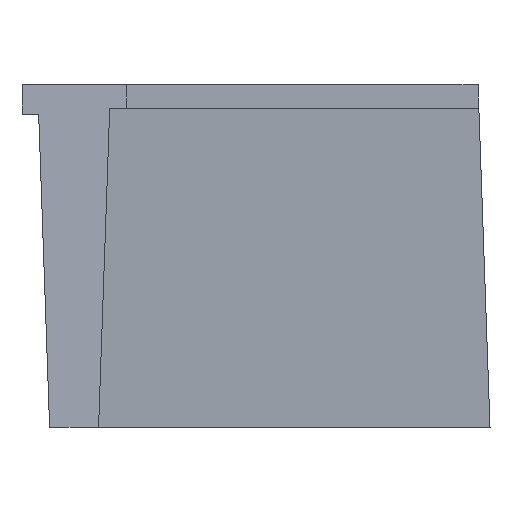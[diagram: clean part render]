
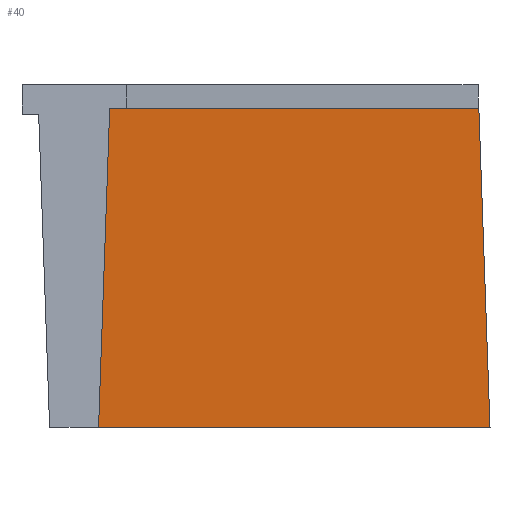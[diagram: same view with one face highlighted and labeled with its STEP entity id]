
A CAD part, front view. The second image highlights one B-rep face of the part: STEP entity #40.
In plain terms, the highlighted planar face has unit normal (0, -0.999, -0.035).
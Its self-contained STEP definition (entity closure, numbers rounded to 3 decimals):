
#40=ADVANCED_FACE('',(#76),#58,.T.);
#58=PLANE('',#385);
#76=FACE_OUTER_BOUND('',#94,.T.);
#94=EDGE_LOOP('',(#138,#139,#140,#141));
#138=ORIENTED_EDGE('',*,*,#263,.T.);
#139=ORIENTED_EDGE('',*,*,#264,.T.);
#140=ORIENTED_EDGE('',*,*,#244,.F.);
#141=ORIENTED_EDGE('',*,*,#265,.T.);
#212=VERTEX_POINT('',#505);
#213=VERTEX_POINT('',#507);
#228=VERTEX_POINT('',#546);
#229=VERTEX_POINT('',#547);
#244=EDGE_CURVE('',#212,#213,#292,.T.);
#263=EDGE_CURVE('',#228,#229,#311,.T.);
#264=EDGE_CURVE('',#229,#213,#312,.T.);
#265=EDGE_CURVE('',#212,#228,#313,.T.);
#292=LINE('',#506,#340);
#311=LINE('',#545,#359);
#312=LINE('',#548,#360);
#313=LINE('',#549,#361);
#340=VECTOR('',#411,1.);
#359=VECTOR('',#440,1.);
#360=VECTOR('',#441,1.);
#361=VECTOR('',#442,1.);
#385=AXIS2_PLACEMENT_3D('',#550,#443,#444);
#411=DIRECTION('',(-1.,0.,0.));
#440=DIRECTION('',(-1.,0.,0.));
#441=DIRECTION('',(-0.035,0.035,-0.999));
#442=DIRECTION('',(-0.035,-0.035,0.999));
#443=DIRECTION('',(0.,-0.999,-0.035));
#444=DIRECTION('',(0.,0.035,-0.999));
#505=CARTESIAN_POINT('',(21.243,-1.281,0.001));
#506=CARTESIAN_POINT('',(-23.467,-1.281,0.001));
#507=CARTESIAN_POINT('',(1.243,-1.281,0.001));
#545=CARTESIAN_POINT('',(-20.688,-1.85,16.301));
#546=CARTESIAN_POINT('',(20.674,-1.85,16.301));
#547=CARTESIAN_POINT('',(1.812,-1.85,16.301));
#548=CARTESIAN_POINT('',(1.226,-1.264,-0.477));
#549=CARTESIAN_POINT('',(21.374,-1.15,-3.759));
#550=CARTESIAN_POINT('',(137.487,-1.291,0.29));
